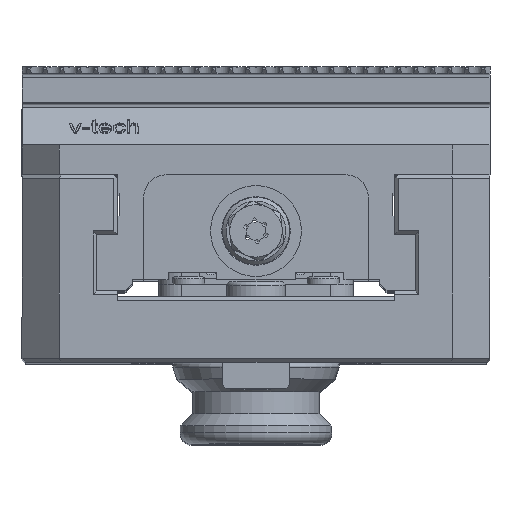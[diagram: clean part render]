
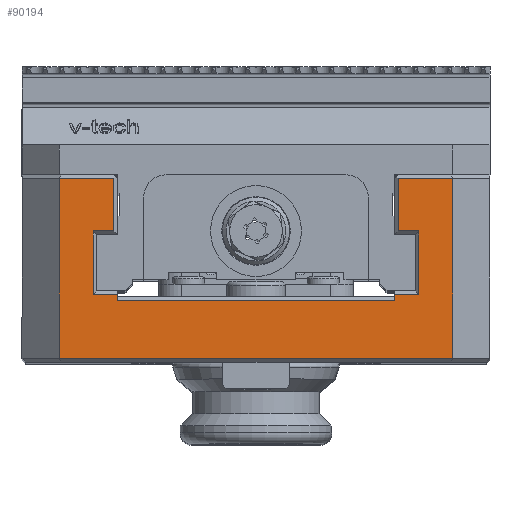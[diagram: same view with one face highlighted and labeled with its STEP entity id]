
A CAD part, top view. The second image highlights one B-rep face of the part: STEP entity #90194.
In plain terms, the highlighted planar face has unit normal (0, 0, 1).
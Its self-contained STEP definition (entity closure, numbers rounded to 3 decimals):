
#6508=PLANE('',#94833);
#10376=FACE_OUTER_BOUND('',#15229,.T.);
#15229=EDGE_LOOP('',(#67220,#67221,#67222,#67223,#67224,#67225,#67226,#67227,
#67228,#67229,#67230,#67231,#67232,#67233,#67234,#67235));
#18653=LINE('',#121338,#26890);
#22136=LINE('',#138620,#30373);
#22139=LINE('',#138626,#30376);
#22142=LINE('',#138632,#30379);
#22143=LINE('',#138635,#30380);
#22146=LINE('',#138641,#30383);
#22150=LINE('',#138649,#30387);
#22157=LINE('',#138662,#30394);
#22161=LINE('',#138670,#30398);
#22163=LINE('',#138675,#30400);
#22168=LINE('',#138684,#30405);
#22188=LINE('',#138724,#30425);
#22234=LINE('',#138832,#30471);
#22244=LINE('',#138851,#30481);
#22245=LINE('',#138852,#30482);
#22246=LINE('',#138853,#30483);
#26890=VECTOR('',#100730,10.);
#30373=VECTOR('',#106427,10.);
#30376=VECTOR('',#106432,10.);
#30379=VECTOR('',#106437,10.);
#30380=VECTOR('',#106440,10.);
#30383=VECTOR('',#106445,10.);
#30387=VECTOR('',#106451,10.);
#30394=VECTOR('',#106460,10.);
#30398=VECTOR('',#106466,10.);
#30400=VECTOR('',#106470,10.);
#30405=VECTOR('',#106477,10.);
#30425=VECTOR('',#106507,10.);
#30471=VECTOR('',#106607,10.);
#30481=VECTOR('',#106623,10.);
#30482=VECTOR('',#106624,10.);
#30483=VECTOR('',#106625,10.);
#36673=VERTEX_POINT('',#121335);
#36674=VERTEX_POINT('',#121337);
#39845=VERTEX_POINT('',#138612);
#39848=VERTEX_POINT('',#138618);
#39850=VERTEX_POINT('',#138624);
#39852=VERTEX_POINT('',#138630);
#39853=VERTEX_POINT('',#138634);
#39855=VERTEX_POINT('',#138640);
#39857=VERTEX_POINT('',#138646);
#39861=VERTEX_POINT('',#138655);
#39865=VERTEX_POINT('',#138665);
#39867=VERTEX_POINT('',#138672);
#39871=VERTEX_POINT('',#138682);
#39886=VERTEX_POINT('',#138722);
#39921=VERTEX_POINT('',#138831);
#39927=VERTEX_POINT('',#138850);
#45490=EDGE_CURVE('',#36674,#36673,#18653,.T.);
#50182=EDGE_CURVE('',#39848,#39845,#22136,.T.);
#50185=EDGE_CURVE('',#39850,#39848,#22139,.T.);
#50188=EDGE_CURVE('',#39852,#39850,#22142,.T.);
#50189=EDGE_CURVE('',#39853,#36673,#22143,.T.);
#50192=EDGE_CURVE('',#39855,#39853,#22146,.T.);
#50196=EDGE_CURVE('',#39857,#39855,#22150,.T.);
#50203=EDGE_CURVE('',#39845,#39861,#22157,.T.);
#50207=EDGE_CURVE('',#39861,#39865,#22161,.T.);
#50209=EDGE_CURVE('',#39867,#39857,#22163,.T.);
#50214=EDGE_CURVE('',#39871,#39867,#22168,.T.);
#50234=EDGE_CURVE('',#39852,#39886,#22188,.T.);
#50288=EDGE_CURVE('',#39865,#39921,#22234,.T.);
#50298=EDGE_CURVE('',#39927,#39871,#22244,.T.);
#50299=EDGE_CURVE('',#39921,#39927,#22245,.T.);
#50300=EDGE_CURVE('',#36674,#39886,#22246,.T.);
#67220=ORIENTED_EDGE('',*,*,#45490,.T.);
#67221=ORIENTED_EDGE('',*,*,#50189,.F.);
#67222=ORIENTED_EDGE('',*,*,#50192,.F.);
#67223=ORIENTED_EDGE('',*,*,#50196,.F.);
#67224=ORIENTED_EDGE('',*,*,#50209,.F.);
#67225=ORIENTED_EDGE('',*,*,#50214,.F.);
#67226=ORIENTED_EDGE('',*,*,#50298,.F.);
#67227=ORIENTED_EDGE('',*,*,#50299,.F.);
#67228=ORIENTED_EDGE('',*,*,#50288,.F.);
#67229=ORIENTED_EDGE('',*,*,#50207,.F.);
#67230=ORIENTED_EDGE('',*,*,#50203,.F.);
#67231=ORIENTED_EDGE('',*,*,#50182,.F.);
#67232=ORIENTED_EDGE('',*,*,#50185,.F.);
#67233=ORIENTED_EDGE('',*,*,#50188,.F.);
#67234=ORIENTED_EDGE('',*,*,#50234,.T.);
#67235=ORIENTED_EDGE('',*,*,#50300,.F.);
#90194=ADVANCED_FACE('',(#10376),#6508,.T.);
#94833=AXIS2_PLACEMENT_3D('',#138849,#106621,#106622);
#100730=DIRECTION('',(0.,1.,0.));
#106427=DIRECTION('',(-1.,0.,0.));
#106432=DIRECTION('',(0.,1.,0.));
#106437=DIRECTION('',(1.,0.,0.));
#106440=DIRECTION('',(1.,0.,0.));
#106445=DIRECTION('',(0.,-1.,0.));
#106451=DIRECTION('',(-1.,0.,0.));
#106460=DIRECTION('',(0.,1.,0.));
#106466=DIRECTION('',(1.,0.,0.));
#106470=DIRECTION('',(0.,-1.,0.));
#106477=DIRECTION('',(1.,0.,0.));
#106507=DIRECTION('',(0.,-1.,0.));
#106607=DIRECTION('',(0.,-1.,0.));
#106621=DIRECTION('center_axis',(0.,0.,
1.));
#106622=DIRECTION('ref_axis',(1.,0.,0.));
#106623=DIRECTION('',(0.,1.,0.));
#106624=DIRECTION('',(-1.,0.,0.));
#106625=DIRECTION('',(1.,0.,0.));
#121335=CARTESIAN_POINT('',(-37.,18.,170.));
#121337=CARTESIAN_POINT('',(-37.,16.5,170.));
#121338=CARTESIAN_POINT('',(-37.,17.5,170.));
#138612=CARTESIAN_POINT('',(38.,35.,170.));
#138618=CARTESIAN_POINT('',(43.5,35.,170.));
#138620=CARTESIAN_POINT('',(18.5,35.,170.));
#138624=CARTESIAN_POINT('',(43.5,18.,170.));
#138626=CARTESIAN_POINT('',(43.5,27.437,170.));
#138630=CARTESIAN_POINT('',(37.,18.,170.));
#138632=CARTESIAN_POINT('',(21.25,18.,170.));
#138634=CARTESIAN_POINT('',(-43.5,18.,170.));
#138635=CARTESIAN_POINT('',(-18.5,18.,170.));
#138640=CARTESIAN_POINT('',(-43.5,35.,170.));
#138641=CARTESIAN_POINT('',(-43.5,19.937,170.));
#138646=CARTESIAN_POINT('',(-38.,35.,170.));
#138649=CARTESIAN_POINT('',(-21.25,35.,170.));
#138655=CARTESIAN_POINT('',(38.,49.,170.));
#138662=CARTESIAN_POINT('',(38.,35.437,170.));
#138665=CARTESIAN_POINT('',(52.5,49.,170.));
#138670=CARTESIAN_POINT('',(31.25,49.,170.));
#138672=CARTESIAN_POINT('',(-38.,49.,170.));
#138675=CARTESIAN_POINT('',(-38.,27.437,170.));
#138682=CARTESIAN_POINT('',(-52.5,49.,170.));
#138684=CARTESIAN_POINT('',(-18.5,49.,170.));
#138722=CARTESIAN_POINT('',(37.,16.5,170.));
#138724=CARTESIAN_POINT('',(37.,19.,170.));
#138831=CARTESIAN_POINT('',(52.5,1.,170.));
#138832=CARTESIAN_POINT('',(52.5,10.437,170.));
#138849=CARTESIAN_POINT('Origin',(0.,20.874,
170.));
#138850=CARTESIAN_POINT('',(-52.5,1.,170.));
#138851=CARTESIAN_POINT('',(-52.5,35.437,170.));
#138852=CARTESIAN_POINT('',(-31.25,1.,170.));
#138853=CARTESIAN_POINT('',(18.5,16.5,170.));
